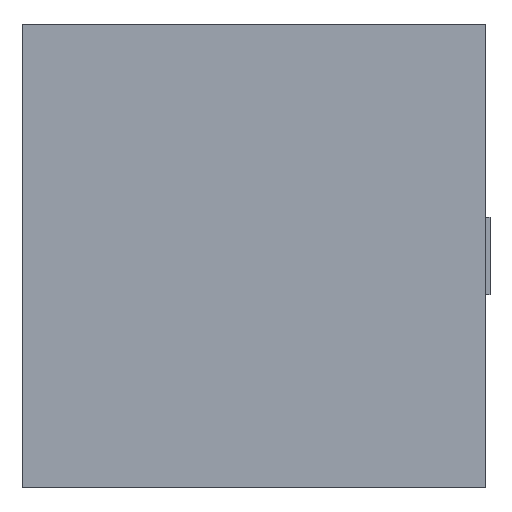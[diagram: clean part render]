
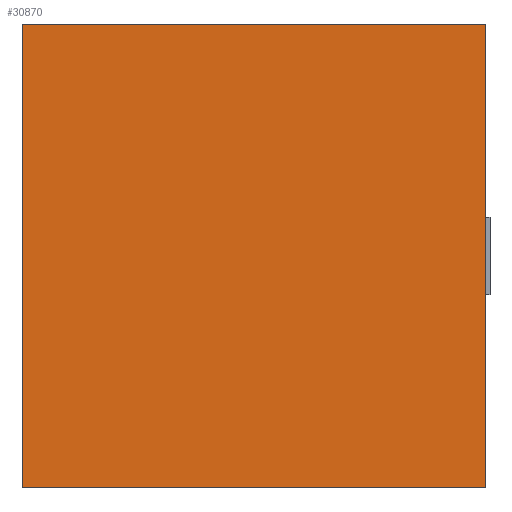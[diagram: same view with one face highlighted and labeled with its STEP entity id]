
A CAD part, front view. The second image highlights one B-rep face of the part: STEP entity #30870.
In plain terms, the highlighted planar face has unit normal (0, -1, 0).
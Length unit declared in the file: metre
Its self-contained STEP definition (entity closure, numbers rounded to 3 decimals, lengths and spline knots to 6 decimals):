
#3268 = PLANE ( 'NONE',  #6518 ) ;
#4100 = LINE ( 'NONE', #4521, #24272 ) ;
#4422 = EDGE_CURVE ( 'NONE', #18115, #24967, #4100, .T. ) ;
#4521 = CARTESIAN_POINT ( 'NONE',  ( 0.05, 0., 0.05 ) ) ;
#5681 = LINE ( 'NONE', #9452, #23722 ) ;
#5977 = EDGE_LOOP ( 'NONE', ( #21265, #30613, #26552, #29172 ) ) ;
#5979 = DIRECTION ( 'NONE',  ( 0., -1., 0. ) ) ;
#6518 = AXIS2_PLACEMENT_3D ( 'NONE', #27315, #5979, #16173 ) ;
#7962 = FACE_OUTER_BOUND ( 'NONE', #5977, .T. ) ;
#9452 = CARTESIAN_POINT ( 'NONE',  ( 0., 0., 0.05 ) ) ;
#11534 = VERTEX_POINT ( 'NONE', #20601 ) ;
#12196 = LINE ( 'NONE', #16951, #21072 ) ;
#14289 = DIRECTION ( 'NONE',  ( 0., 0., 1. ) ) ;
#15998 = VERTEX_POINT ( 'NONE', #24256 ) ;
#16173 = DIRECTION ( 'NONE',  ( 0., 0., -1. ) ) ;
#16951 = CARTESIAN_POINT ( 'NONE',  ( 0., 0., 0. ) ) ;
#18115 = VERTEX_POINT ( 'NONE', #21636 ) ;
#20479 = VECTOR ( 'NONE', #14289, 1. ) ;
#20601 = CARTESIAN_POINT ( 'NONE',  ( 0., 0., 0.05 ) ) ;
#21072 = VECTOR ( 'NONE', #21896, 1. ) ;
#21265 = ORIENTED_EDGE ( 'NONE', *, *, #4422, .F. ) ;
#21636 = CARTESIAN_POINT ( 'NONE',  ( 0.05, 0., 0.05 ) ) ;
#21896 = DIRECTION ( 'NONE',  ( -1., 0., 0. ) ) ;
#23601 = EDGE_CURVE ( 'NONE', #11534, #18115, #5681, .T. ) ;
#23722 = VECTOR ( 'NONE', #33819, 1. ) ;
#24256 = CARTESIAN_POINT ( 'NONE',  ( 0., 0., 0. ) ) ;
#24272 = VECTOR ( 'NONE', #26117, 1. ) ;
#24967 = VERTEX_POINT ( 'NONE', #29199 ) ;
#26117 = DIRECTION ( 'NONE',  ( 0., 0., -1. ) ) ;
#26552 = ORIENTED_EDGE ( 'NONE', *, *, #27723, .F. ) ;
#27315 = CARTESIAN_POINT ( 'NONE',  ( 0.025, 0., 0.025 ) ) ;
#27723 = EDGE_CURVE ( 'NONE', #15998, #11534, #32189, .T. ) ;
#29172 = ORIENTED_EDGE ( 'NONE', *, *, #29619, .F. ) ;
#29199 = CARTESIAN_POINT ( 'NONE',  ( 0.05, 0., 0. ) ) ;
#29619 = EDGE_CURVE ( 'NONE', #24967, #15998, #12196, .T. ) ;
#30378 = CARTESIAN_POINT ( 'NONE',  ( 0., 0., 0.05 ) ) ;
#30613 = ORIENTED_EDGE ( 'NONE', *, *, #23601, .F. ) ;
#30870 = ADVANCED_FACE ( 'NONE', ( #7962 ), #3268, .T. ) ;
#32189 = LINE ( 'NONE', #30378, #20479 ) ;
#33819 = DIRECTION ( 'NONE',  ( 1., 0., 0. ) ) ;
